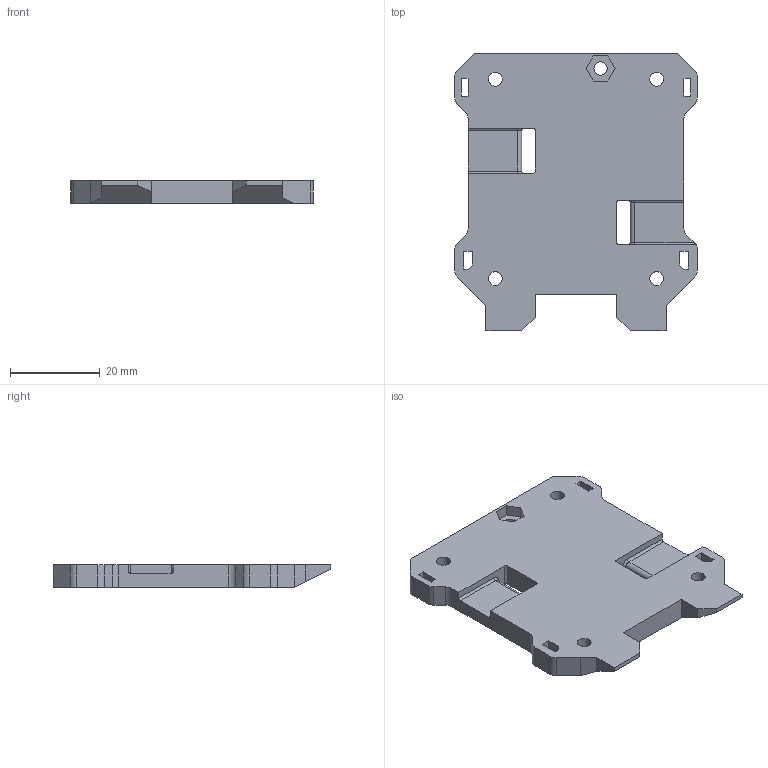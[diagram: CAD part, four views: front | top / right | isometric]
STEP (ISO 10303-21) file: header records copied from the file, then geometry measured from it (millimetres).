
FILE_DESCRIPTION (( 'STEP AP203' ), '1' );
FILE_NAME ('blv-10mm-X carriage back_v1.STEP', '2019-06-05T08:05:52', ( '' ), ( '' ), 'SwSTEP 2.0', 'SolidWorks 2016', '' );
FILE_SCHEMA (( 'CONFIG_CONTROL_DESIGN' ));
Length unit declared in the file: millimetre
Products named in the file (2): blv-10mm-X carriage back_v1
Bounding box: 54.23 x 62.03 x 5 mm (x, y, z)
Volume: 12915.2 mm3; surface area: 7315.6 mm2
Topology: 1 solids, 1 shells, 110 faces, 313 edges, 204 vertices
Faces by surface type: plane 64, cylinder 38, torus 8
Entity records: 3782 total; most frequent: CARTESIAN_POINT 657, ORIENTED_EDGE 626, DIRECTION 614, EDGE_CURVE 313, LINE 224, VECTOR 224, VERTEX_POINT 204, AXIS2_PLACEMENT_3D 195
